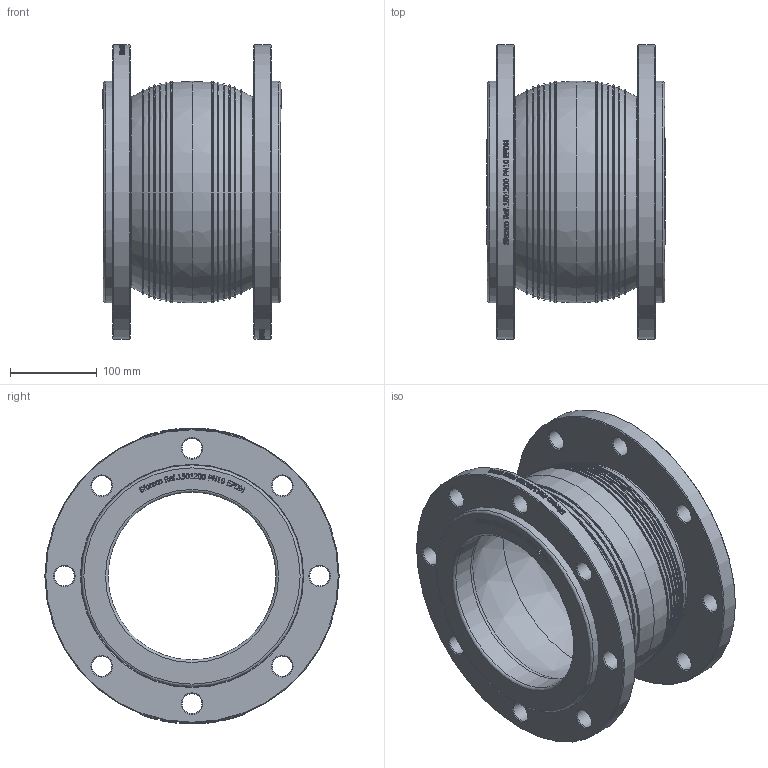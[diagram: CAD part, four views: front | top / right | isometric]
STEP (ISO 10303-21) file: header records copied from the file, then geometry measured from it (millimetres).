
FILE_DESCRIPTION(/* description */ ('1501200'),/* implementation_level */ '2;1');
FILE_NAME(/* name */ '1501200.stp',/* time_stamp */ '2014-09-26T11:36:55+02:00',/* author */ ('JM'),/* organization */ ('Sferaco'),/* preprocessor_version */ 'ST-DEVELOPER v15.6',/* originating_system */ 'Autodesk Inventor 2015',/* authorisation */ '');
FILE_SCHEMA (('AUTOMOTIVE_DESIGN { 1 0 10303 214 3 1 1 }'));
Products named in the file (1): 1501200_bd
Bounding box: 207 x 340 x 342 mm (x, y, z)
Volume: 3674004.3 mm3; surface area: 634890 mm2
Topology: 1 solids, 3 shells, 1794 faces, 4828 edges, 3216 vertices
Faces by surface type: bspline 828, plane 784, cylinder 104, cone 42, torus 36
Full cylindrical faces by diameter (mm): 23 x16, 194 x2, 217.978 x2, 220 x2, 256 x4, 340 x2
Entity records: 71218 total; most frequent: CARTESIAN_POINT 30039, ORIENTED_EDGE 9384, DIRECTION 5574, EDGE_CURVE 4692, VERTEX_POINT 3188, LINE 2488, VECTOR 2488, EDGE_LOOP 2116
